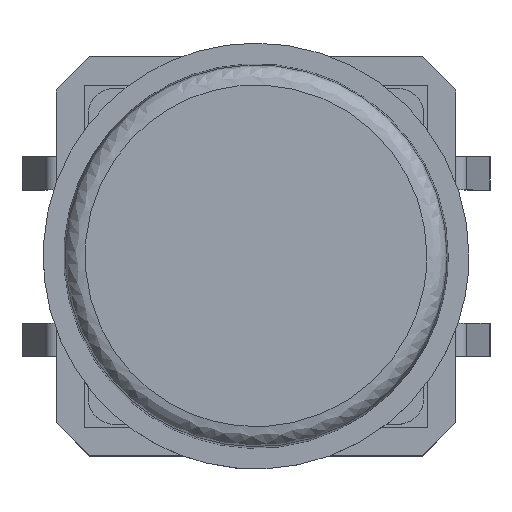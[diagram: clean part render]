
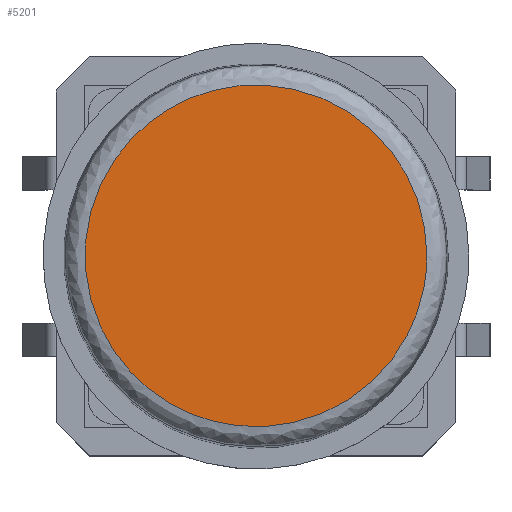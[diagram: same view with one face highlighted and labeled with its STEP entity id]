
A CAD part, top view. The second image highlights one B-rep face of the part: STEP entity #5201.
In plain terms, the highlighted free-form (B-spline) face has degree [1, 1] with [2, 2] control points.
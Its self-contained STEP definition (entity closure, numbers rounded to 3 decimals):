
#5201 = ADVANCED_FACE('',(#5202),#5216,.T.);
#5202 = FACE_BOUND('',#5203,.F.);
#5203 = EDGE_LOOP('',(#5204));
#5204 = ORIENTED_EDGE('',*,*,#5205,.F.);
#5205 = EDGE_CURVE('',#5206,#5206,#5208,.T.);
#5206 = VERTEX_POINT('',#5207);
#5207 = CARTESIAN_POINT('',(4.363,0.,
    10.193));
#5208 = ( BOUNDED_CURVE() B_SPLINE_CURVE(2,(#5209,#5210,#5211,#5212,
#5213,#5214,#5215),.UNSPECIFIED.,.T.,.F.) B_SPLINE_CURVE_WITH_KNOTS((1,2
    ,2,2,2,1),(-2.094,0.,2.094,4.189,
6.283,8.378),.UNSPECIFIED.) CURVE() 
GEOMETRIC_REPRESENTATION_ITEM() RATIONAL_B_SPLINE_CURVE((1.,0.5,1.,0.5,
1.,0.5,1.)) REPRESENTATION_ITEM('') );
#5209 = CARTESIAN_POINT('',(4.363,0.,
    10.193));
#5210 = CARTESIAN_POINT('',(4.363,7.558,
    10.193));
#5211 = CARTESIAN_POINT('',(-2.182,3.779,
    10.193));
#5212 = CARTESIAN_POINT('',(-8.727,0.,
    10.193));
#5213 = CARTESIAN_POINT('',(-2.182,-3.779,
    10.193));
#5214 = CARTESIAN_POINT('',(4.363,-7.558,
    10.193));
#5215 = CARTESIAN_POINT('',(4.363,0.,
    10.193));
#5216 = B_SPLINE_SURFACE_WITH_KNOTS('',1,1,(
    (#5217,#5218)
    ,(#5219,#5220
    )),.UNSPECIFIED.,.F.,.F.,.F.,(2,2),(2,2),(-5.137,
    5.137),(-5.137,5.137),
  .PIECEWISE_BEZIER_KNOTS.);
#5217 = CARTESIAN_POINT('',(-4.363,-4.363,
    10.193));
#5218 = CARTESIAN_POINT('',(-4.363,4.363,
    10.193));
#5219 = CARTESIAN_POINT('',(4.363,-4.363,
    10.193));
#5220 = CARTESIAN_POINT('',(4.363,4.363,
    10.193));
